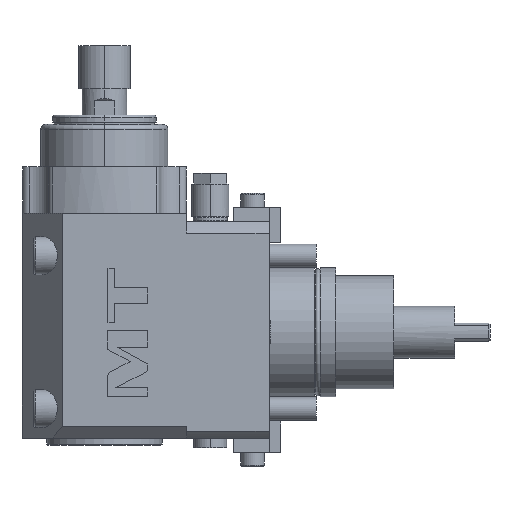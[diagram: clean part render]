
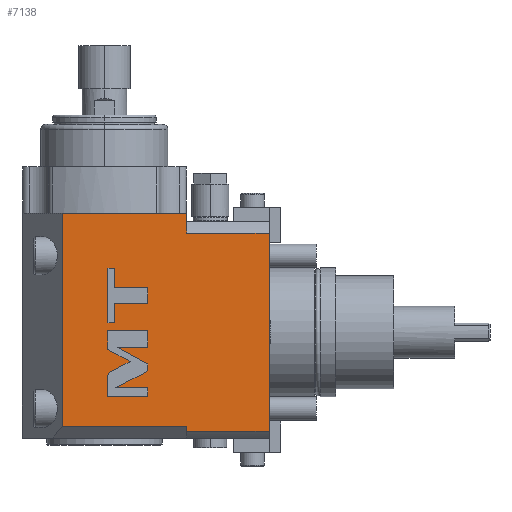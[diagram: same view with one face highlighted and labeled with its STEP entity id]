
A CAD part, front view. The second image highlights one B-rep face of the part: STEP entity #7138.
In plain terms, the highlighted planar face has unit normal (0, -1, 0).
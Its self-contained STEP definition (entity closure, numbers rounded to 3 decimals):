
#84=DIRECTION('',(0.,0.,-1.));
#85=VECTOR('',#84,84.291);
#86=CARTESIAN_POINT('',(0.,-42.,42.146));
#87=LINE('',#86,#85);
#167=DIRECTION('',(0.,0.,-1.));
#168=VECTOR('',#167,8.404);
#169=CARTESIAN_POINT('',(-35.,-42.,50.55));
#170=LINE('',#169,#168);
#1346=DIRECTION('',(1.,0.,0.));
#1347=VECTOR('',#1346,18.);
#1348=CARTESIAN_POINT('',(-88.,-42.,50.55));
#1349=LINE('',#1348,#1347);
#1350=DIRECTION('',(1.,0.,0.));
#1351=VECTOR('',#1350,35.);
#1352=CARTESIAN_POINT('',(-70.,-42.,50.55));
#1353=LINE('',#1352,#1351);
#1354=DIRECTION('',(-1.,0.,0.));
#1355=VECTOR('',#1354,35.);
#1356=CARTESIAN_POINT('',(0.,-42.,42.146));
#1357=LINE('',#1356,#1355);
#1358=DIRECTION('',(-1.,0.,0.));
#1359=VECTOR('',#1358,35.);
#1360=CARTESIAN_POINT('',(0.,-42.,-42.146));
#1361=LINE('',#1360,#1359);
#1362=DIRECTION('',(0.,0.,-1.));
#1363=VECTOR('',#1362,90.55);
#1364=CARTESIAN_POINT('',(-88.,-42.,50.55));
#1365=LINE('',#1364,#1363);
#1366=CARTESIAN_POINT('',(-67.393,-42.,-16.804));
#1367=CARTESIAN_POINT('',(-68.076,-42.,-17.157));
#1368=CARTESIAN_POINT('',(-68.5,-42.,-17.854));
#1369=CARTESIAN_POINT('',(-68.5,-42.,-18.623));
#1371=DIRECTION('',(0.,0.,-1.));
#1372=VECTOR('',#1371,8.546);
#1373=CARTESIAN_POINT('',(-68.5,-42.,-18.623));
#1374=LINE('',#1373,#1372);
#1375=DIRECTION('',(1.,0.,0.));
#1376=VECTOR('',#1375,17.);
#1377=CARTESIAN_POINT('',(-68.5,-42.,-27.169));
#1378=LINE('',#1377,#1376);
#1379=DIRECTION('',(0.,0.,1.));
#1380=VECTOR('',#1379,3.536);
#1381=CARTESIAN_POINT('',(-51.5,-42.,-27.169));
#1382=LINE('',#1381,#1380);
#1383=DIRECTION('',(-1.,0.,0.));
#1384=VECTOR('',#1383,13.772);
#1385=CARTESIAN_POINT('',(-51.5,-42.,-23.633));
#1386=LINE('',#1385,#1384);
#1387=DIRECTION('',(0.888,0.,0.459));
#1388=VECTOR('',#1387,14.258);
#1389=CARTESIAN_POINT('',(-65.272,-42.,-23.633));
#1390=LINE('',#1389,#1388);
#1391=CARTESIAN_POINT('',(-52.607,-42.,-17.084));
#1392=CARTESIAN_POINT('',(-51.924,-42.,-16.731));
#1393=CARTESIAN_POINT('',(-51.5,-42.,-16.034));
#1394=CARTESIAN_POINT('',(-51.5,-42.,-15.264));
#1396=DIRECTION('',(0.,0.,1.));
#1397=VECTOR('',#1396,1.773);
#1398=CARTESIAN_POINT('',(-51.5,-42.,-15.264));
#1399=LINE('',#1398,#1397);
#1400=DIRECTION('',(-0.877,0.,0.481));
#1401=VECTOR('',#1400,14.75);
#1402=CARTESIAN_POINT('',(-51.5,-42.,-13.491));
#1403=LINE('',#1402,#1401);
#1404=DIRECTION('',(1.,0.,0.));
#1405=VECTOR('',#1404,12.93);
#1406=CARTESIAN_POINT('',(-64.43,-42.,-6.394));
#1407=LINE('',#1406,#1405);
#1408=DIRECTION('',(0.,0.,1.));
#1409=VECTOR('',#1408,7.154);
#1410=CARTESIAN_POINT('',(-51.5,-42.,-6.394));
#1411=LINE('',#1410,#1409);
#1412=DIRECTION('',(-1.,0.,0.));
#1413=VECTOR('',#1412,17.);
#1414=CARTESIAN_POINT('',(-51.5,-42.,0.76));
#1415=LINE('',#1414,#1413);
#1416=DIRECTION('',(0.,0.,-1.));
#1417=VECTOR('',#1416,8.065);
#1418=CARTESIAN_POINT('',(-68.5,-42.,0.76));
#1419=LINE('',#1418,#1417);
#1420=DIRECTION('',(0.877,0.,-0.481));
#1421=VECTOR('',#1420,10.778);
#1422=CARTESIAN_POINT('',(-68.5,-42.,-7.305));
#1423=LINE('',#1422,#1421);
#1424=DIRECTION('',(-0.888,0.,-0.459));
#1425=VECTOR('',#1424,9.39);
#1426=CARTESIAN_POINT('',(-59.052,-42.,-12.491));
#1427=LINE('',#1426,#1425);
#1428=DIRECTION('',(1.,0.,0.));
#1429=VECTOR('',#1428,14.105);
#1430=CARTESIAN_POINT('',(-65.605,-42.,12.193));
#1431=LINE('',#1430,#1429);
#1432=DIRECTION('',(0.,0.,1.));
#1433=VECTOR('',#1432,6.733);
#1434=CARTESIAN_POINT('',(-51.5,-42.,12.193));
#1435=LINE('',#1434,#1433);
#1436=DIRECTION('',(-1.,0.,0.));
#1437=VECTOR('',#1436,14.105);
#1438=CARTESIAN_POINT('',(-51.5,-42.,18.926));
#1439=LINE('',#1438,#1437);
#1440=DIRECTION('',(0.,0.,1.));
#1441=VECTOR('',#1440,8.242);
#1442=CARTESIAN_POINT('',(-65.605,-42.,18.926));
#1443=LINE('',#1442,#1441);
#1444=DIRECTION('',(-1.,0.,0.));
#1445=VECTOR('',#1444,2.895);
#1446=CARTESIAN_POINT('',(-65.605,-42.,27.168));
#1447=LINE('',#1446,#1445);
#1448=DIRECTION('',(0.,0.,-1.));
#1449=VECTOR('',#1448,23.217);
#1450=CARTESIAN_POINT('',(-68.5,-42.,27.168));
#1451=LINE('',#1450,#1449);
#1452=DIRECTION('',(1.,0.,0.));
#1453=VECTOR('',#1452,2.895);
#1454=CARTESIAN_POINT('',(-68.5,-42.,3.951));
#1455=LINE('',#1454,#1453);
#1456=DIRECTION('',(0.,0.,1.));
#1457=VECTOR('',#1456,8.242);
#1458=CARTESIAN_POINT('',(-65.605,-42.,3.951));
#1459=LINE('',#1458,#1457);
#1556=DIRECTION('',(1.,0.,0.));
#1557=VECTOR('',#1556,53.);
#1558=CARTESIAN_POINT('',(-88.,-42.,-40.));
#1559=LINE('',#1558,#1557);
#1564=DIRECTION('',(0.,0.,-1.));
#1565=VECTOR('',#1564,2.146);
#1566=CARTESIAN_POINT('',(-35.,-42.,-40.));
#1567=LINE('',#1566,#1565);
#4569=CARTESIAN_POINT('',(0.,-42.,42.146));
#4570=CARTESIAN_POINT('',(0.,-42.,-42.146));
#4571=VERTEX_POINT('',#4569);
#4572=VERTEX_POINT('',#4570);
#4575=CARTESIAN_POINT('',(-35.,-42.,-42.146));
#4576=VERTEX_POINT('',#4575);
#4786=CARTESIAN_POINT('',(-35.,-42.,50.55));
#4788=VERTEX_POINT('',#4786);
#4797=CARTESIAN_POINT('',(-88.,-42.,50.55));
#4798=VERTEX_POINT('',#4797);
#4806=CARTESIAN_POINT('',(-88.,-42.,-40.));
#4808=VERTEX_POINT('',#4806);
#4874=CARTESIAN_POINT('',(-35.,-42.,-40.));
#4876=VERTEX_POINT('',#4874);
#4877=CARTESIAN_POINT('',(-35.,-42.,42.146));
#4879=VERTEX_POINT('',#4877);
#4954=CARTESIAN_POINT('',(-70.,-42.,50.55));
#4956=VERTEX_POINT('',#4954);
#5423=CARTESIAN_POINT('',(-67.393,-42.,-16.804));
#5424=VERTEX_POINT('',#5423);
#5425=CARTESIAN_POINT('',(-68.5,-42.,-18.623));
#5426=VERTEX_POINT('',#5425);
#5427=CARTESIAN_POINT('',(-68.5,-42.,-27.169));
#5428=VERTEX_POINT('',#5427);
#5429=CARTESIAN_POINT('',(-51.5,-42.,-27.169));
#5430=VERTEX_POINT('',#5429);
#5431=CARTESIAN_POINT('',(-51.5,-42.,-23.633));
#5432=VERTEX_POINT('',#5431);
#5433=CARTESIAN_POINT('',(-65.272,-42.,-23.633));
#5434=VERTEX_POINT('',#5433);
#5435=CARTESIAN_POINT('',(-52.607,-42.,-17.084));
#5436=VERTEX_POINT('',#5435);
#5437=CARTESIAN_POINT('',(-51.5,-42.,-15.264));
#5438=VERTEX_POINT('',#5437);
#5439=CARTESIAN_POINT('',(-51.5,-42.,-13.491));
#5440=VERTEX_POINT('',#5439);
#5441=CARTESIAN_POINT('',(-64.43,-42.,-6.394));
#5442=VERTEX_POINT('',#5441);
#5443=CARTESIAN_POINT('',(-51.5,-42.,-6.394));
#5444=VERTEX_POINT('',#5443);
#5445=CARTESIAN_POINT('',(-51.5,-42.,0.76));
#5446=VERTEX_POINT('',#5445);
#5447=CARTESIAN_POINT('',(-68.5,-42.,0.76));
#5448=VERTEX_POINT('',#5447);
#5449=CARTESIAN_POINT('',(-68.5,-42.,-7.305));
#5450=VERTEX_POINT('',#5449);
#5451=CARTESIAN_POINT('',(-59.052,-42.,-12.491));
#5452=VERTEX_POINT('',#5451);
#5453=CARTESIAN_POINT('',(-65.605,-42.,12.193));
#5454=VERTEX_POINT('',#5453);
#5455=CARTESIAN_POINT('',(-51.5,-42.,12.193));
#5456=VERTEX_POINT('',#5455);
#5457=CARTESIAN_POINT('',(-51.5,-42.,18.926));
#5458=VERTEX_POINT('',#5457);
#5459=CARTESIAN_POINT('',(-65.605,-42.,18.926));
#5460=VERTEX_POINT('',#5459);
#5461=CARTESIAN_POINT('',(-65.605,-42.,27.168));
#5462=VERTEX_POINT('',#5461);
#5463=CARTESIAN_POINT('',(-68.5,-42.,27.168));
#5464=VERTEX_POINT('',#5463);
#5465=CARTESIAN_POINT('',(-68.5,-42.,3.951));
#5466=VERTEX_POINT('',#5465);
#5467=CARTESIAN_POINT('',(-65.605,-42.,3.951));
#5468=VERTEX_POINT('',#5467);
#7067=CARTESIAN_POINT('',(-35.,-42.,47.));
#7068=DIRECTION('',(0.,1.,0.));
#7069=DIRECTION('',(0.,0.,-1.));
#7070=AXIS2_PLACEMENT_3D('',#7067,#7068,#7069);
#7071=PLANE('',#7070);
#7072=ORIENTED_EDGE('',*,*,#5819,.T.);
#7073=ORIENTED_EDGE('',*,*,#5892,.T.);
#7074=ORIENTED_EDGE('',*,*,#5705,.T.);
#7076=ORIENTED_EDGE('',*,*,#7075,.F.);
#7077=ORIENTED_EDGE('',*,*,#5543,.T.);
#7079=ORIENTED_EDGE('',*,*,#7078,.T.);
#7081=ORIENTED_EDGE('',*,*,#7080,.F.);
#7083=ORIENTED_EDGE('',*,*,#7082,.F.);
#7085=ORIENTED_EDGE('',*,*,#7084,.F.);
#7086=EDGE_LOOP('',(#7072,#7073,#7074,#7076,#7077,#7079,#7081,#7083,#7085));
#7087=FACE_OUTER_BOUND('',#7086,.F.);
#7089=ORIENTED_EDGE('',*,*,#7088,.T.);
#7091=ORIENTED_EDGE('',*,*,#7090,.T.);
#7093=ORIENTED_EDGE('',*,*,#7092,.T.);
#7095=ORIENTED_EDGE('',*,*,#7094,.T.);
#7097=ORIENTED_EDGE('',*,*,#7096,.T.);
#7099=ORIENTED_EDGE('',*,*,#7098,.T.);
#7101=ORIENTED_EDGE('',*,*,#7100,.T.);
#7103=ORIENTED_EDGE('',*,*,#7102,.T.);
#7105=ORIENTED_EDGE('',*,*,#7104,.T.);
#7107=ORIENTED_EDGE('',*,*,#7106,.T.);
#7109=ORIENTED_EDGE('',*,*,#7108,.T.);
#7111=ORIENTED_EDGE('',*,*,#7110,.T.);
#7113=ORIENTED_EDGE('',*,*,#7112,.T.);
#7115=ORIENTED_EDGE('',*,*,#7114,.T.);
#7117=ORIENTED_EDGE('',*,*,#7116,.T.);
#7118=EDGE_LOOP('',(#7089,#7091,#7093,#7095,#7097,#7099,#7101,#7103,#7105,#7107,
#7109,#7111,#7113,#7115,#7117));
#7119=FACE_BOUND('',#7118,.F.);
#7121=ORIENTED_EDGE('',*,*,#7120,.T.);
#7123=ORIENTED_EDGE('',*,*,#7122,.T.);
#7125=ORIENTED_EDGE('',*,*,#7124,.T.);
#7127=ORIENTED_EDGE('',*,*,#7126,.T.);
#7129=ORIENTED_EDGE('',*,*,#7128,.T.);
#7131=ORIENTED_EDGE('',*,*,#7130,.T.);
#7133=ORIENTED_EDGE('',*,*,#7132,.T.);
#7135=ORIENTED_EDGE('',*,*,#7134,.T.);
#7136=EDGE_LOOP('',(#7121,#7123,#7125,#7127,#7129,#7131,#7133,#7135));
#7137=FACE_BOUND('',#7136,.F.);
#7138=ADVANCED_FACE('',(#7087,#7119,#7137),#7071,.F.);
#1370=B_SPLINE_CURVE_WITH_KNOTS('',3,(#1366,#1367,#1368,#1369),.UNSPECIFIED.,
.F.,.F.,(4,4),(0.,1.),.UNSPECIFIED.);
#1395=B_SPLINE_CURVE_WITH_KNOTS('',3,(#1391,#1392,#1393,#1394),.UNSPECIFIED.,
.F.,.F.,(4,4),(0.,1.),.UNSPECIFIED.);
#5543=EDGE_CURVE('',#4571,#4572,#87,.T.);
#5705=EDGE_CURVE('',#4788,#4879,#170,.T.);
#5819=EDGE_CURVE('',#4798,#4956,#1349,.T.);
#5892=EDGE_CURVE('',#4956,#4788,#1353,.T.);
#7075=EDGE_CURVE('',#4571,#4879,#1357,.T.);
#7078=EDGE_CURVE('',#4572,#4576,#1361,.T.);
#7080=EDGE_CURVE('',#4876,#4576,#1567,.T.);
#7082=EDGE_CURVE('',#4808,#4876,#1559,.T.);
#7084=EDGE_CURVE('',#4798,#4808,#1365,.T.);
#7088=EDGE_CURVE('',#5424,#5426,#1370,.T.);
#7090=EDGE_CURVE('',#5426,#5428,#1374,.T.);
#7092=EDGE_CURVE('',#5428,#5430,#1378,.T.);
#7094=EDGE_CURVE('',#5430,#5432,#1382,.T.);
#7096=EDGE_CURVE('',#5432,#5434,#1386,.T.);
#7098=EDGE_CURVE('',#5434,#5436,#1390,.T.);
#7100=EDGE_CURVE('',#5436,#5438,#1395,.T.);
#7102=EDGE_CURVE('',#5438,#5440,#1399,.T.);
#7104=EDGE_CURVE('',#5440,#5442,#1403,.T.);
#7106=EDGE_CURVE('',#5442,#5444,#1407,.T.);
#7108=EDGE_CURVE('',#5444,#5446,#1411,.T.);
#7110=EDGE_CURVE('',#5446,#5448,#1415,.T.);
#7112=EDGE_CURVE('',#5448,#5450,#1419,.T.);
#7114=EDGE_CURVE('',#5450,#5452,#1423,.T.);
#7116=EDGE_CURVE('',#5452,#5424,#1427,.T.);
#7120=EDGE_CURVE('',#5454,#5456,#1431,.T.);
#7122=EDGE_CURVE('',#5456,#5458,#1435,.T.);
#7124=EDGE_CURVE('',#5458,#5460,#1439,.T.);
#7126=EDGE_CURVE('',#5460,#5462,#1443,.T.);
#7128=EDGE_CURVE('',#5462,#5464,#1447,.T.);
#7130=EDGE_CURVE('',#5464,#5466,#1451,.T.);
#7132=EDGE_CURVE('',#5466,#5468,#1455,.T.);
#7134=EDGE_CURVE('',#5468,#5454,#1459,.T.);
